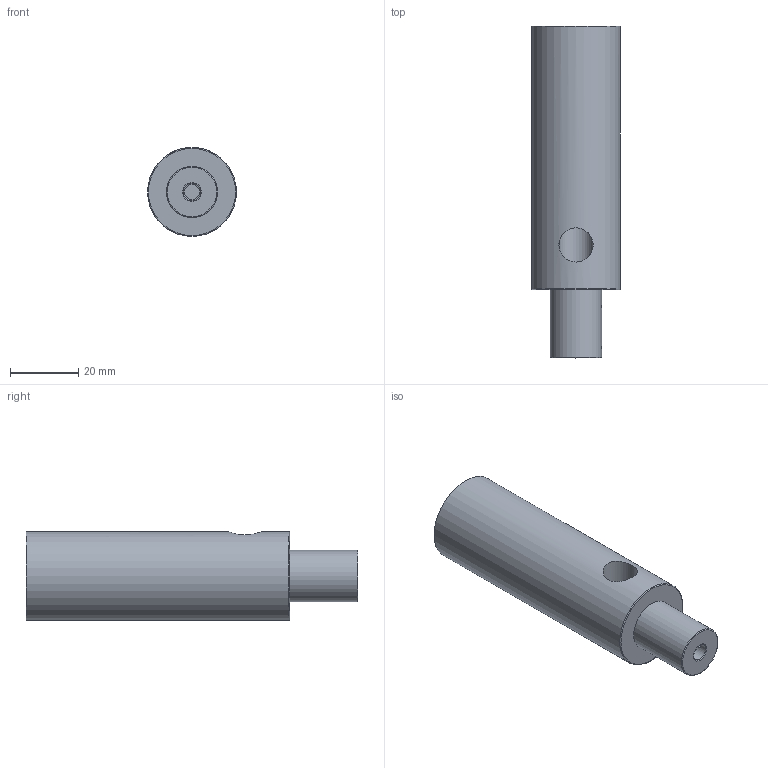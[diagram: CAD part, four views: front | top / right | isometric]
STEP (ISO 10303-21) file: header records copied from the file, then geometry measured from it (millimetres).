
FILE_DESCRIPTION(('FreeCAD Model'),'2;1');
FILE_NAME('Welle.step','2021-03-07T13:11:36',('Author'),(''), 'Open CASCADE STEP processor 7.3','FreeCAD','Unknown');
FILE_SCHEMA(('AUTOMOTIVE_DESIGN { 1 0 10303 214 1 1 1 1 }'));
Length unit declared in the file: millimetre
Products named in the file (1): Body
Bounding box: 26 x 97 x 26 mm (x, y, z)
Volume: 37746.5 mm3; surface area: 11006.4 mm2
Topology: 1 solids, 1 shells, 17 faces, 53 edges, 35 vertices
Faces by surface type: cylinder 8, plane 5, torus 4
Full cylindrical faces by diameter (mm): 1.6 x2, 2.5 x1, 5 x1, 10 x2, 15 x1, 26 x1
Entity records: 3382 total; most frequent: CARTESIAN_POINT 2415, DIRECTION 147, ORIENTED_EDGE 104, PCURVE 104, DEFINITIONAL_REPRESENTATION 104, LINE 66, VECTOR 66, B_SPLINE_CURVE_WITH_KNOTS 63
